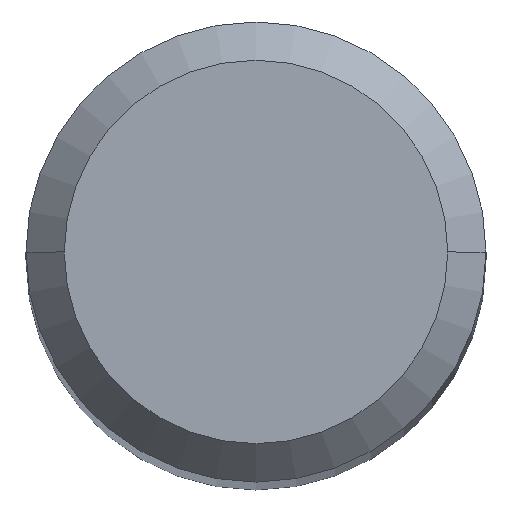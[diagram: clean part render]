
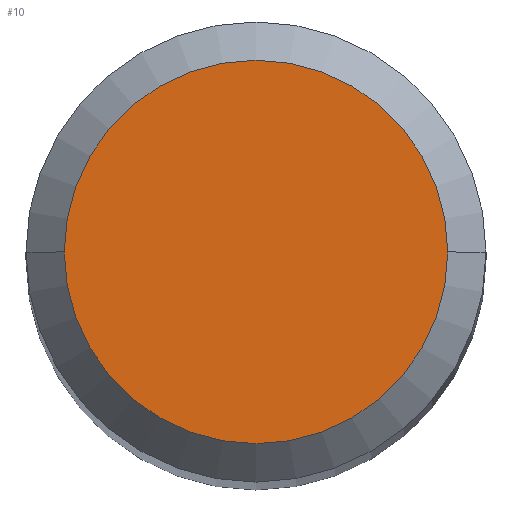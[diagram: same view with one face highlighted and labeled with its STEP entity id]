
A CAD part, top view. The second image highlights one B-rep face of the part: STEP entity #10.
In plain terms, the highlighted planar face has unit normal (0, 0, 1).
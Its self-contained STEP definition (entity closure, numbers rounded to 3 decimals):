
#10 = ADVANCED_FACE ( 'NONE', ( #190 ), #160, .T. ) ;
#65 = CARTESIAN_POINT ( 'NONE',  ( 0., 0., 120. ) ) ;
#77 = AXIS2_PLACEMENT_3D ( 'NONE', #205, #86, #142 ) ;
#86 = DIRECTION ( 'NONE',  ( 0., 0., 1. ) ) ;
#91 = ORIENTED_EDGE ( 'NONE', *, *, #136, .T. ) ;
#104 = VERTEX_POINT ( 'NONE', #271 ) ;
#110 = CIRCLE ( 'NONE', #272, 5. ) ;
#123 = DIRECTION ( 'NONE',  ( 1., 0., 0. ) ) ;
#133 = DIRECTION ( 'NONE',  ( 1., 0., 0. ) ) ;
#136 = EDGE_CURVE ( 'NONE', #104, #181, #110, .T. ) ;
#139 = EDGE_LOOP ( 'NONE', ( #91, #161 ) ) ;
#142 = DIRECTION ( 'NONE',  ( 1., 0., 0. ) ) ;
#160 = PLANE ( 'NONE',  #77 ) ;
#161 = ORIENTED_EDGE ( 'NONE', *, *, #214, .T. ) ;
#172 = CARTESIAN_POINT ( 'NONE',  ( 0., 0., 120. ) ) ;
#181 = VERTEX_POINT ( 'NONE', #257 ) ;
#190 = FACE_OUTER_BOUND ( 'NONE', #139, .T. ) ;
#205 = CARTESIAN_POINT ( 'NONE',  ( 0., 0., 120. ) ) ;
#210 = AXIS2_PLACEMENT_3D ( 'NONE', #172, #215, #133 ) ;
#214 = EDGE_CURVE ( 'NONE', #181, #104, #263, .T. ) ;
#215 = DIRECTION ( 'NONE',  ( 0., 0., 1. ) ) ;
#244 = DIRECTION ( 'NONE',  ( 0., 0., 1. ) ) ;
#257 = CARTESIAN_POINT ( 'NONE',  ( 5., 0., 120. ) ) ;
#263 = CIRCLE ( 'NONE', #210, 5. ) ;
#271 = CARTESIAN_POINT ( 'NONE',  ( -5., 0., 120. ) ) ;
#272 = AXIS2_PLACEMENT_3D ( 'NONE', #65, #244, #123 ) ;
